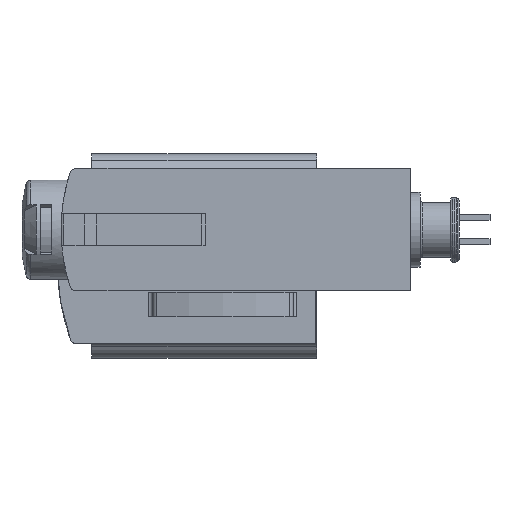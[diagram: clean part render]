
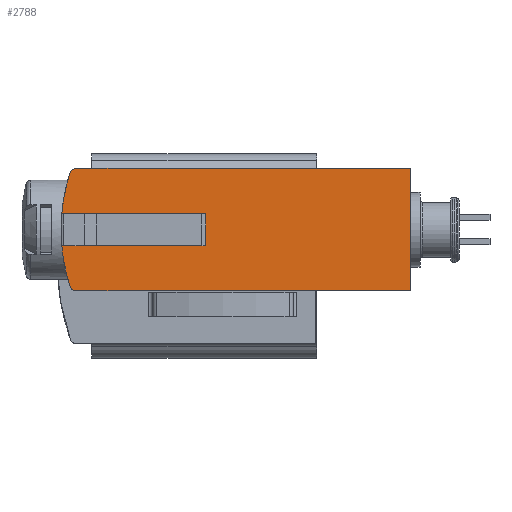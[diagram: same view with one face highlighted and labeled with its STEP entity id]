
A CAD part, left-side view. The second image highlights one B-rep face of the part: STEP entity #2788.
In plain terms, the highlighted planar face has unit normal (-1, 0, 0).
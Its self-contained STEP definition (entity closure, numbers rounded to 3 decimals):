
#41=PLANE('',#3039);
#220=LINE('',#4519,#458);
#229=LINE('',#4537,#467);
#230=LINE('',#4540,#468);
#231=LINE('',#4543,#469);
#232=LINE('',#4545,#470);
#233=LINE('',#4547,#471);
#458=VECTOR('',#3518,1000.);
#467=VECTOR('',#3529,1000.);
#468=VECTOR('',#3530,1000.);
#469=VECTOR('',#3533,1000.);
#470=VECTOR('',#3534,1000.);
#471=VECTOR('',#3537,1000.);
#655=CIRCLE('',#2990,15.);
#658=CIRCLE('',#2993,15.);
#689=CIRCLE('',#3040,0.5);
#690=CIRCLE('',#3041,0.5);
#939=ORIENTED_EDGE('',*,*,#1723,.T.);
#940=ORIENTED_EDGE('',*,*,#1724,.T.);
#941=ORIENTED_EDGE('',*,*,#1622,.F.);
#942=ORIENTED_EDGE('',*,*,#1725,.F.);
#943=ORIENTED_EDGE('',*,*,#1726,.T.);
#944=ORIENTED_EDGE('',*,*,#1727,.T.);
#945=ORIENTED_EDGE('',*,*,#1714,.F.);
#946=ORIENTED_EDGE('',*,*,#1728,.F.);
#947=ORIENTED_EDGE('',*,*,#1625,.F.);
#948=ORIENTED_EDGE('',*,*,#1729,.F.);
#1622=EDGE_CURVE('',#2019,#2020,#655,.T.);
#1625=EDGE_CURVE('',#2022,#2023,#658,.T.);
#1714=EDGE_CURVE('',#2100,#2101,#220,.T.);
#1723=EDGE_CURVE('',#2109,#2110,#229,.T.);
#1724=EDGE_CURVE('',#2110,#2020,#230,.T.);
#1725=EDGE_CURVE('',#2111,#2019,#689,.T.);
#1726=EDGE_CURVE('',#2111,#2112,#231,.T.);
#1727=EDGE_CURVE('',#2112,#2101,#232,.T.);
#1728=EDGE_CURVE('',#2023,#2100,#690,.T.);
#1729=EDGE_CURVE('',#2109,#2022,#233,.T.);
#2019=VERTEX_POINT('',#4326);
#2020=VERTEX_POINT('',#4327);
#2022=VERTEX_POINT('',#4331);
#2023=VERTEX_POINT('',#4333);
#2100=VERTEX_POINT('',#4518);
#2101=VERTEX_POINT('',#4520);
#2109=VERTEX_POINT('',#4538);
#2110=VERTEX_POINT('',#4539);
#2111=VERTEX_POINT('',#4542);
#2112=VERTEX_POINT('',#4544);
#2293=EDGE_LOOP('',(#939,#940,#941,#942,#943,#944,#945,#946,#947,#948));
#2524=FACE_BOUND('',#2293,.T.);
#2788=ADVANCED_FACE('',(#2524),#41,.F.);
#2990=AXIS2_PLACEMENT_3D('',#4325,#3365,#3366);
#2993=AXIS2_PLACEMENT_3D('',#4332,#3371,#3372);
#3039=AXIS2_PLACEMENT_3D('',#4536,#3527,#3528);
#3040=AXIS2_PLACEMENT_3D('',#4541,#3531,#3532);
#3041=AXIS2_PLACEMENT_3D('',#4546,#3535,#3536);
#3365=DIRECTION('',(1.,0.,0.));
#3366=DIRECTION('',(0.,0.,-1.));
#3371=DIRECTION('',(1.,0.,0.));
#3372=DIRECTION('',(0.,0.,-1.));
#3518=DIRECTION('',(0.,-1.,0.));
#3527=DIRECTION('',(1.,0.,0.));
#3528=DIRECTION('',(0.,0.,-1.));
#3529=DIRECTION('',(0.,0.,-1.));
#3530=DIRECTION('',(0.,1.,0.));
#3531=DIRECTION('',(1.,0.,0.));
#3532=DIRECTION('',(0.,0.,-1.));
#3533=DIRECTION('',(0.,-1.,0.));
#3534=DIRECTION('',(0.,0.,1.));
#3535=DIRECTION('',(1.,0.,0.));
#3536=DIRECTION('',(0.,0.,-1.));
#3537=DIRECTION('',(0.,1.,0.));
#4325=CARTESIAN_POINT('',(-102.4,5.85,0.));
#4326=CARTESIAN_POINT('',(-102.4,20.109,-4.655));
#4327=CARTESIAN_POINT('',(-102.4,20.794,-1.3));
#4331=CARTESIAN_POINT('',(-102.4,20.794,1.3));
#4332=CARTESIAN_POINT('',(-102.4,5.85,0.));
#4333=CARTESIAN_POINT('',(-102.4,20.109,4.655));
#4518=CARTESIAN_POINT('',(-102.4,19.634,5.));
#4519=CARTESIAN_POINT('',(-102.4,23.,5.));
#4520=CARTESIAN_POINT('',(-102.4,-7.65,5.));
#4536=CARTESIAN_POINT('',(-102.4,23.,-5.));
#4537=CARTESIAN_POINT('',(-102.4,9.05,1.3));
#4538=CARTESIAN_POINT('',(-102.4,9.05,1.3));
#4539=CARTESIAN_POINT('',(-102.4,9.05,-1.3));
#4540=CARTESIAN_POINT('',(-102.4,9.05,-1.3));
#4541=CARTESIAN_POINT('',(-102.4,19.634,-4.5));
#4542=CARTESIAN_POINT('',(-102.4,19.634,-5.));
#4543=CARTESIAN_POINT('',(-102.4,23.,-5.));
#4544=CARTESIAN_POINT('',(-102.4,-7.65,-5.));
#4545=CARTESIAN_POINT('',(-102.4,-7.65,-47.17));
#4546=CARTESIAN_POINT('',(-102.4,19.634,4.5));
#4547=CARTESIAN_POINT('',(-102.4,9.05,1.3));
